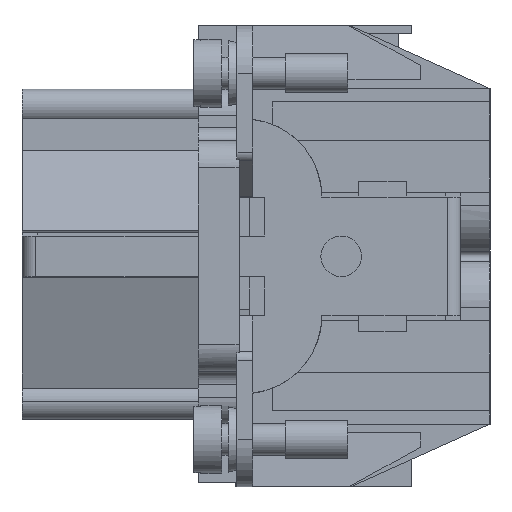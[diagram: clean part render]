
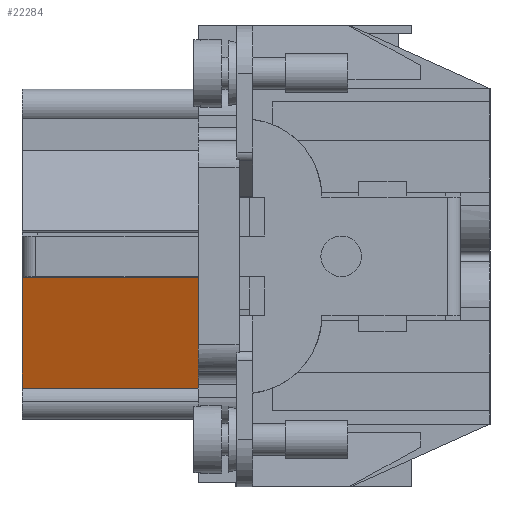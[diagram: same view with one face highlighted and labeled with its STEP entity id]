
A CAD part, left-side view. The second image highlights one B-rep face of the part: STEP entity #22284.
In plain terms, the highlighted planar face has unit normal (-0.941, 0, -0.338).
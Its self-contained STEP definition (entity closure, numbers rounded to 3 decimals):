
#927 = VERTEX_POINT ( 'NONE', #28058 ) ;
#1509 = DIRECTION ( 'NONE',  ( 0.941, 0., 0.338 ) ) ;
#2023 = VECTOR ( 'NONE', #33519, 1000. ) ;
#2806 = CARTESIAN_POINT ( 'NONE',  ( -28.876, 21.14, -9.713 ) ) ;
#3840 = ORIENTED_EDGE ( 'NONE', *, *, #7317, .F. ) ;
#4252 = CARTESIAN_POINT ( 'NONE',  ( -31.81, 34.14, -1.543 ) ) ;
#4798 = EDGE_CURVE ( 'NONE', #20203, #4889, #32721, .T. ) ;
#4889 = VERTEX_POINT ( 'NONE', #25095 ) ;
#7069 = DIRECTION ( 'NONE',  ( 0., -1., 0. ) ) ;
#7317 = EDGE_CURVE ( 'NONE', #4889, #927, #15729, .T. ) ;
#9786 = VECTOR ( 'NONE', #11030, 1000. ) ;
#10133 = EDGE_LOOP ( 'NONE', ( #24521, #3840, #19720, #16045 ) ) ;
#10410 = VERTEX_POINT ( 'NONE', #23542 ) ;
#10875 = FACE_OUTER_BOUND ( 'NONE', #10133, .T. ) ;
#11030 = DIRECTION ( 'NONE',  ( -0.338, 0., 0.941 ) ) ;
#15729 = LINE ( 'NONE', #4252, #2023 ) ;
#16045 = ORIENTED_EDGE ( 'NONE', *, *, #32062, .T. ) ;
#16054 = CARTESIAN_POINT ( 'NONE',  ( -28.876, 34.14, -9.713 ) ) ;
#18959 = DIRECTION ( 'NONE',  ( -0.338, 0., 0.941 ) ) ;
#19720 = ORIENTED_EDGE ( 'NONE', *, *, #4798, .F. ) ;
#20163 = VECTOR ( 'NONE', #18959, 1000. ) ;
#20203 = VERTEX_POINT ( 'NONE', #30422 ) ;
#21811 = PLANE ( 'NONE',  #36529 ) ;
#22284 = ADVANCED_FACE ( 'NONE', ( #10875 ), #21811, .F. ) ;
#22725 = LINE ( 'NONE', #2806, #9786 ) ;
#23542 = CARTESIAN_POINT ( 'NONE',  ( -28.876, 21.14, -9.713 ) ) ;
#24450 = VECTOR ( 'NONE', #7069, 1000. ) ;
#24521 = ORIENTED_EDGE ( 'NONE', *, *, #34487, .T. ) ;
#25095 = CARTESIAN_POINT ( 'NONE',  ( -31.81, 34.14, -1.543 ) ) ;
#27560 = LINE ( 'NONE', #16054, #24450 ) ;
#27741 = DIRECTION ( 'NONE',  ( 0.338, 0., -0.941 ) ) ;
#28058 = CARTESIAN_POINT ( 'NONE',  ( -31.81, 21.14, -1.543 ) ) ;
#30422 = CARTESIAN_POINT ( 'NONE',  ( -28.876, 34.14, -9.713 ) ) ;
#32062 = EDGE_CURVE ( 'NONE', #20203, #10410, #27560, .T. ) ;
#32721 = LINE ( 'NONE', #35779, #20163 ) ;
#33459 = CARTESIAN_POINT ( 'NONE',  ( -28.876, 34.14, -9.713 ) ) ;
#33519 = DIRECTION ( 'NONE',  ( 0., -1., 0. ) ) ;
#34487 = EDGE_CURVE ( 'NONE', #10410, #927, #22725, .T. ) ;
#35779 = CARTESIAN_POINT ( 'NONE',  ( -28.876, 34.14, -9.713 ) ) ;
#36529 = AXIS2_PLACEMENT_3D ( 'NONE', #33459, #1509, #27741 ) ;
